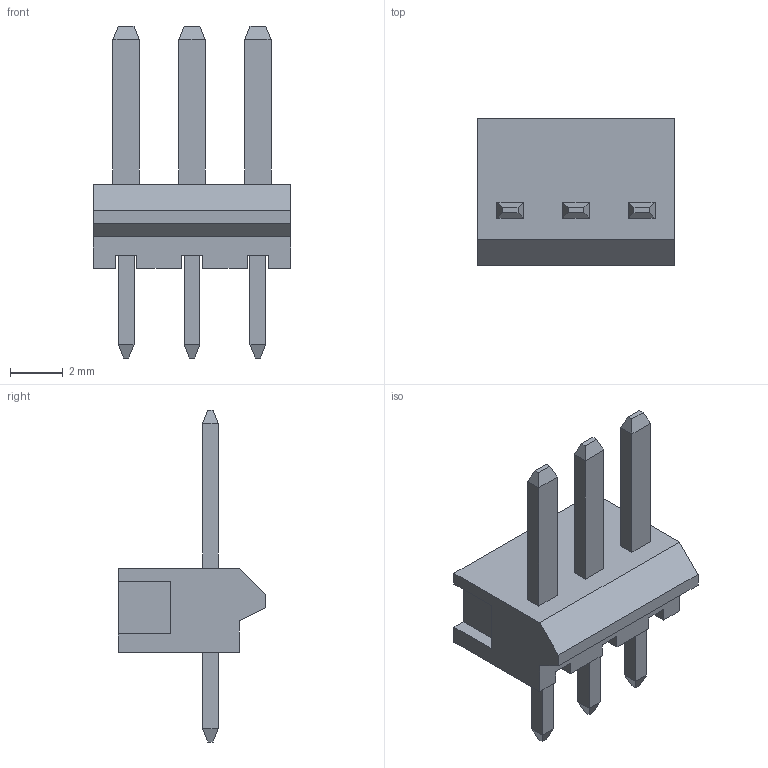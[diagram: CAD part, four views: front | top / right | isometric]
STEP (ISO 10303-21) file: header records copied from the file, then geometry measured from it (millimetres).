
FILE_DESCRIPTION(('FreeCAD Model'),'2;1');
FILE_NAME('Open CASCADE Shape Model','2021-07-29T09:51:28',( 'kicad StepUp'),('ksu MCAD'),'Open CASCADE STEP processor 7.4', 'FreeCAD','Unknown');
FILE_SCHEMA(('AUTOMOTIVE_DESIGN { 1 0 10303 214 1 1 1 1 }'));
Length unit declared in the file: millimetre
Products named in the file (1): JST_NH_B3P-SHF-1AA_1x03_P2.50mm_Vertical.copy
Bounding box: 7.5 x 5.6 x 12.6 mm (x, y, z)
Volume: 116.6 mm3; surface area: 283.2 mm2
Topology: 7 solids, 7 shells, 99 faces, 225 edges, 142 vertices
Faces by surface type: plane 75, bspline 24
Entity records: 6163 total; most frequent: CARTESIAN_POINT 1197, DIRECTION 619, LINE 467, VECTOR 467, ORIENTED_EDGE 450, PCURVE 450, DEFINITIONAL_REPRESENTATION 450, EDGE_CURVE 225
